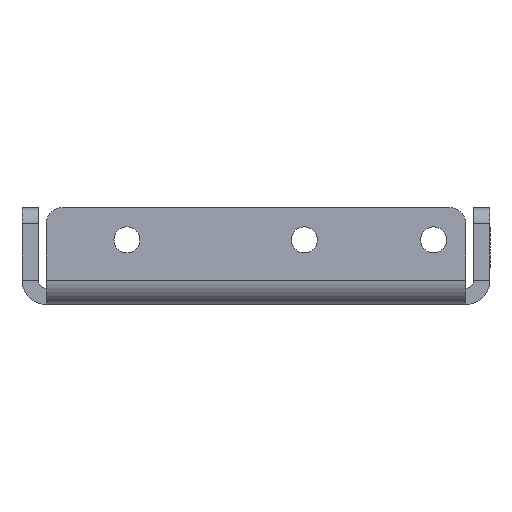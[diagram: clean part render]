
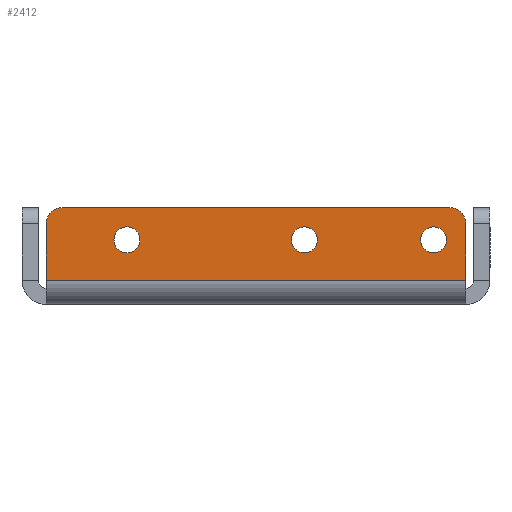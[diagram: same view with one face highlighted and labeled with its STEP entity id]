
A CAD part, left-side view. The second image highlights one B-rep face of the part: STEP entity #2412.
In plain terms, the highlighted planar face has unit normal (-1, 0, 0).
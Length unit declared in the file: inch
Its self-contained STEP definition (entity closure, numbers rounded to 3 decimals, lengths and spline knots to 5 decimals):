
#16 = EDGE_CURVE ( 'NONE', #1682, #3084, #3002, .T. ) ;
#28 = DIRECTION ( 'NONE',  ( -1., 0., 0. ) ) ;
#56 = ORIENTED_EDGE ( 'NONE', *, *, #1020, .T. ) ;
#67 = FACE_BOUND ( 'NONE', #954, .T. ) ;
#98 = DIRECTION ( 'NONE',  ( 1., 0., 0. ) ) ;
#101 = VERTEX_POINT ( 'NONE', #1897 ) ;
#203 = EDGE_CURVE ( 'NONE', #3713, #101, #433, .T. ) ;
#268 = DIRECTION ( 'NONE',  ( 1., 0., 0. ) ) ;
#303 = EDGE_CURVE ( 'NONE', #1706, #1748, #3464, .T. ) ;
#338 = DIRECTION ( 'NONE',  ( 0., 0., -1. ) ) ;
#362 = EDGE_CURVE ( 'NONE', #1769, #494, #2088, .T. ) ;
#376 = AXIS2_PLACEMENT_3D ( 'NONE', #1537, #98, #2737 ) ;
#433 = CIRCLE ( 'NONE', #548, 0.1005 ) ;
#448 = DIRECTION ( 'NONE',  ( 0., 0., -1. ) ) ;
#494 = VERTEX_POINT ( 'NONE', #3081 ) ;
#512 = CARTESIAN_POINT ( 'NONE',  ( -1.9375, -1.8125, 0.75 ) ) ;
#516 = CARTESIAN_POINT ( 'NONE',  ( -1.9375, 1., 0.6005 ) ) ;
#548 = AXIS2_PLACEMENT_3D ( 'NONE', #2560, #3213, #2605 ) ;
#581 = DIRECTION ( 'NONE',  ( 0., -1., 0. ) ) ;
#686 = CIRCLE ( 'NONE', #3188, 0.1005 ) ;
#830 = CARTESIAN_POINT ( 'NONE',  ( -1.9375, 1.625, 0.75 ) ) ;
#918 = AXIS2_PLACEMENT_3D ( 'NONE', #2846, #1330, #2494 ) ;
#954 = EDGE_LOOP ( 'NONE', ( #3226, #2356 ) ) ;
#999 = VERTEX_POINT ( 'NONE', #1940 ) ;
#1007 = DIRECTION ( 'NONE',  ( 1., 0., 0. ) ) ;
#1020 = EDGE_CURVE ( 'NONE', #1706, #1521, #3165, .T. ) ;
#1037 = CIRCLE ( 'NONE', #2137, 0.1005 ) ;
#1046 = CARTESIAN_POINT ( 'NONE',  ( -1.9375, 1.625, 0.1875 ) ) ;
#1047 = VECTOR ( 'NONE', #1421, 39.37008 ) ;
#1159 = AXIS2_PLACEMENT_3D ( 'NONE', #1951, #2544, #448 ) ;
#1232 = DIRECTION ( 'NONE',  ( 0., 0., -1. ) ) ;
#1254 = EDGE_LOOP ( 'NONE', ( #2582, #2619 ) ) ;
#1256 = DIRECTION ( 'NONE',  ( 0., 0., -1. ) ) ;
#1272 = CARTESIAN_POINT ( 'NONE',  ( -1.9375, -1.8125, 0.75 ) ) ;
#1330 = DIRECTION ( 'NONE',  ( -1., 0., 0. ) ) ;
#1388 = EDGE_CURVE ( 'NONE', #101, #3713, #1471, .T. ) ;
#1421 = DIRECTION ( 'NONE',  ( 0., -1., 0. ) ) ;
#1470 = LINE ( 'NONE', #2640, #1775 ) ;
#1471 = CIRCLE ( 'NONE', #1159, 0.1005 ) ;
#1521 = VERTEX_POINT ( 'NONE', #3465 ) ;
#1529 = AXIS2_PLACEMENT_3D ( 'NONE', #3536, #28, #2035 ) ;
#1532 = EDGE_CURVE ( 'NONE', #3084, #1682, #1037, .T. ) ;
#1537 = CARTESIAN_POINT ( 'NONE',  ( -1.9375, -0.375, 0.5 ) ) ;
#1664 = VECTOR ( 'NONE', #1696, 39.37008 ) ;
#1682 = VERTEX_POINT ( 'NONE', #2063 ) ;
#1696 = DIRECTION ( 'NONE',  ( 0., 0., -1. ) ) ;
#1706 = VERTEX_POINT ( 'NONE', #3232 ) ;
#1717 = LINE ( 'NONE', #3190, #2833 ) ;
#1748 = VERTEX_POINT ( 'NONE', #3531 ) ;
#1769 = VERTEX_POINT ( 'NONE', #2468 ) ;
#1775 = VECTOR ( 'NONE', #2345, 39.37008 ) ;
#1865 = FACE_OUTER_BOUND ( 'NONE', #2851, .T. ) ;
#1870 = CARTESIAN_POINT ( 'NONE',  ( -1.9375, -1.625, 0.1875 ) ) ;
#1897 = CARTESIAN_POINT ( 'NONE',  ( -1.9375, 1., 0.3995 ) ) ;
#1933 = ORIENTED_EDGE ( 'NONE', *, *, #303, .F. ) ;
#1940 = CARTESIAN_POINT ( 'NONE',  ( -1.9375, -1.625, 0.625 ) ) ;
#1951 = CARTESIAN_POINT ( 'NONE',  ( -1.9375, 1., 0.5 ) ) ;
#2015 = EDGE_CURVE ( 'NONE', #3343, #999, #1470, .T. ) ;
#2035 = DIRECTION ( 'NONE',  ( 0., 0., -1. ) ) ;
#2063 = CARTESIAN_POINT ( 'NONE',  ( -1.9375, -1.375, 0.3995 ) ) ;
#2088 = CIRCLE ( 'NONE', #376, 0.1005 ) ;
#2137 = AXIS2_PLACEMENT_3D ( 'NONE', #3448, #268, #2333 ) ;
#2203 = EDGE_CURVE ( 'NONE', #999, #1748, #2570, .T. ) ;
#2292 = VERTEX_POINT ( 'NONE', #1046 ) ;
#2333 = DIRECTION ( 'NONE',  ( 0., 0., -1. ) ) ;
#2345 = DIRECTION ( 'NONE',  ( 0., 0., 1. ) ) ;
#2356 = ORIENTED_EDGE ( 'NONE', *, *, #3598, .T. ) ;
#2375 = CARTESIAN_POINT ( 'NONE',  ( -1.9375, -1.375, 0.5 ) ) ;
#2379 = EDGE_LOOP ( 'NONE', ( #2942, #2950 ) ) ;
#2412 = ADVANCED_FACE ( 'NONE', ( #3034, #67, #2692, #1865 ), #3581, .F. ) ;
#2468 = CARTESIAN_POINT ( 'NONE',  ( -1.9375, -0.375, 0.3995 ) ) ;
#2494 = DIRECTION ( 'NONE',  ( 0., 0., -1. ) ) ;
#2544 = DIRECTION ( 'NONE',  ( 1., 0., 0. ) ) ;
#2560 = CARTESIAN_POINT ( 'NONE',  ( -1.9375, 1., 0.5 ) ) ;
#2570 = CIRCLE ( 'NONE', #918, 0.125 ) ;
#2582 = ORIENTED_EDGE ( 'NONE', *, *, #1388, .T. ) ;
#2601 = ORIENTED_EDGE ( 'NONE', *, *, #2015, .T. ) ;
#2605 = DIRECTION ( 'NONE',  ( 0., 0., -1. ) ) ;
#2608 = ORIENTED_EDGE ( 'NONE', *, *, #2203, .T. ) ;
#2610 = ORIENTED_EDGE ( 'NONE', *, *, #3405, .T. ) ;
#2619 = ORIENTED_EDGE ( 'NONE', *, *, #203, .T. ) ;
#2640 = CARTESIAN_POINT ( 'NONE',  ( -1.9375, -1.625, 0.75 ) ) ;
#2662 = CARTESIAN_POINT ( 'NONE',  ( -1.9375, -0.375, 0.5 ) ) ;
#2692 = FACE_BOUND ( 'NONE', #1254, .T. ) ;
#2737 = DIRECTION ( 'NONE',  ( 0., 0., -1. ) ) ;
#2833 = VECTOR ( 'NONE', #581, 39.37008 ) ;
#2846 = CARTESIAN_POINT ( 'NONE',  ( -1.9375, -1.5, 0.625 ) ) ;
#2851 = EDGE_LOOP ( 'NONE', ( #2601, #2608, #1933, #56, #2610, #3333 ) ) ;
#2942 = ORIENTED_EDGE ( 'NONE', *, *, #16, .T. ) ;
#2950 = ORIENTED_EDGE ( 'NONE', *, *, #1532, .T. ) ;
#2975 = DIRECTION ( 'NONE',  ( 1., 0., 0. ) ) ;
#3002 = CIRCLE ( 'NONE', #3365, 0.1005 ) ;
#3034 = FACE_BOUND ( 'NONE', #2379, .T. ) ;
#3081 = CARTESIAN_POINT ( 'NONE',  ( -1.9375, -0.375, 0.6005 ) ) ;
#3084 = VERTEX_POINT ( 'NONE', #3148 ) ;
#3148 = CARTESIAN_POINT ( 'NONE',  ( -1.9375, -1.375, 0.6005 ) ) ;
#3165 = CIRCLE ( 'NONE', #1529, 0.125 ) ;
#3188 = AXIS2_PLACEMENT_3D ( 'NONE', #2662, #1007, #338 ) ;
#3190 = CARTESIAN_POINT ( 'NONE',  ( -1.9375, -1.8125, 0.1875 ) ) ;
#3213 = DIRECTION ( 'NONE',  ( 1., 0., 0. ) ) ;
#3226 = ORIENTED_EDGE ( 'NONE', *, *, #362, .T. ) ;
#3232 = CARTESIAN_POINT ( 'NONE',  ( -1.9375, 1.5, 0.75 ) ) ;
#3333 = ORIENTED_EDGE ( 'NONE', *, *, #3446, .T. ) ;
#3343 = VERTEX_POINT ( 'NONE', #1870 ) ;
#3365 = AXIS2_PLACEMENT_3D ( 'NONE', #2375, #2975, #1232 ) ;
#3370 = AXIS2_PLACEMENT_3D ( 'NONE', #1272, #3631, #1256 ) ;
#3405 = EDGE_CURVE ( 'NONE', #1521, #2292, #3480, .T. ) ;
#3446 = EDGE_CURVE ( 'NONE', #2292, #3343, #1717, .T. ) ;
#3448 = CARTESIAN_POINT ( 'NONE',  ( -1.9375, -1.375, 0.5 ) ) ;
#3464 = LINE ( 'NONE', #512, #1047 ) ;
#3465 = CARTESIAN_POINT ( 'NONE',  ( -1.9375, 1.625, 0.625 ) ) ;
#3480 = LINE ( 'NONE', #830, #1664 ) ;
#3531 = CARTESIAN_POINT ( 'NONE',  ( -1.9375, -1.5, 0.75 ) ) ;
#3536 = CARTESIAN_POINT ( 'NONE',  ( -1.9375, 1.5, 0.625 ) ) ;
#3581 = PLANE ( 'NONE',  #3370 ) ;
#3598 = EDGE_CURVE ( 'NONE', #494, #1769, #686, .T. ) ;
#3631 = DIRECTION ( 'NONE',  ( 1., 0., 0. ) ) ;
#3713 = VERTEX_POINT ( 'NONE', #516 ) ;
